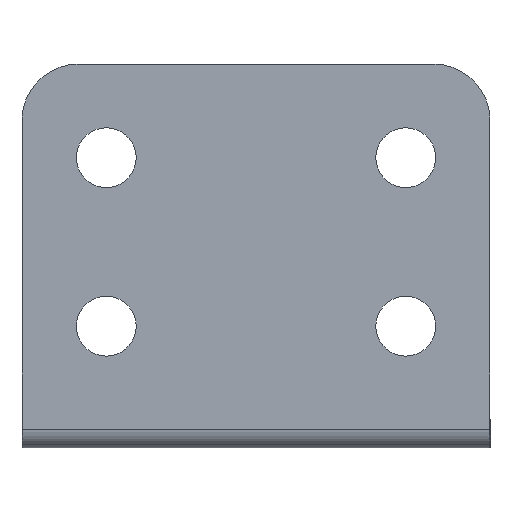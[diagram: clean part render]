
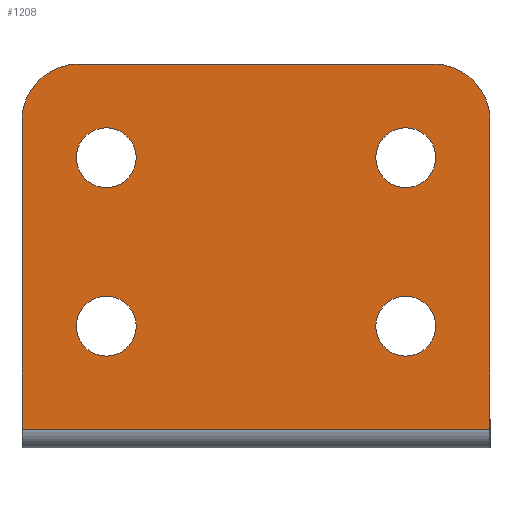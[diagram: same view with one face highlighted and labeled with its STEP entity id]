
A CAD part, front view. The second image highlights one B-rep face of the part: STEP entity #1208.
In plain terms, the highlighted planar face has unit normal (0, -1, 0).
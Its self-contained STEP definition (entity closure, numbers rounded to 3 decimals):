
#31 = EDGE_CURVE ( 'NONE', #504, #262, #317, .T. ) ;
#33 = CARTESIAN_POINT ( 'NONE',  ( -9.5, 0., 6.5 ) ) ;
#52 = CARTESIAN_POINT ( 'NONE',  ( 8., 0., 2.9 ) ) ;
#61 = DIRECTION ( 'NONE',  ( 0., 0., 1. ) ) ;
#63 = DIRECTION ( 'NONE',  ( 1., 0., 0. ) ) ;
#70 = EDGE_CURVE ( 'NONE', #515, #564, #1221, .T. ) ;
#78 = ORIENTED_EDGE ( 'NONE', *, *, #540, .T. ) ;
#93 = DIRECTION ( 'NONE',  ( 0., 0., 1. ) ) ;
#105 = DIRECTION ( 'NONE',  ( 0., 1., 0. ) ) ;
#111 = VERTEX_POINT ( 'NONE', #451 ) ;
#119 = DIRECTION ( 'NONE',  ( 0., 0., 1. ) ) ;
#143 = CIRCLE ( 'NONE', #775, 1.6 ) ;
#150 = ORIENTED_EDGE ( 'NONE', *, *, #474, .T. ) ;
#173 = CARTESIAN_POINT ( 'NONE',  ( 8., 0., -4.5 ) ) ;
#182 = FACE_BOUND ( 'NONE', #701, .T. ) ;
#186 = VERTEX_POINT ( 'NONE', #633 ) ;
#200 = ORIENTED_EDGE ( 'NONE', *, *, #31, .T. ) ;
#204 = EDGE_LOOP ( 'NONE', ( #872, #1136, #1148, #1051, #502, #78 ) ) ;
#207 = AXIS2_PLACEMENT_3D ( 'NONE', #173, #1039, #740 ) ;
#209 = EDGE_CURVE ( 'NONE', #858, #644, #1230, .T. ) ;
#214 = CARTESIAN_POINT ( 'NONE',  ( -8., 0., 2.9 ) ) ;
#216 = CARTESIAN_POINT ( 'NONE',  ( 8., 0., 4.5 ) ) ;
#217 = DIRECTION ( 'NONE',  ( 0., 0., 1. ) ) ;
#226 = DIRECTION ( 'NONE',  ( 0., 1., 0. ) ) ;
#247 = DIRECTION ( 'NONE',  ( 0., 0., 1. ) ) ;
#262 = VERTEX_POINT ( 'NONE', #52 ) ;
#274 = EDGE_LOOP ( 'NONE', ( #150, #1280 ) ) ;
#286 = DIRECTION ( 'NONE',  ( 0., 0., 1. ) ) ;
#309 = DIRECTION ( 'NONE',  ( 0., 1., 0. ) ) ;
#315 = CARTESIAN_POINT ( 'NONE',  ( -8., 0., -4.5 ) ) ;
#317 = CIRCLE ( 'NONE', #754, 1.6 ) ;
#326 = CARTESIAN_POINT ( 'NONE',  ( 8., 0., -4.5 ) ) ;
#333 = CARTESIAN_POINT ( 'NONE',  ( -12.5, 0., 9.5 ) ) ;
#342 = EDGE_CURVE ( 'NONE', #1164, #1003, #825, .T. ) ;
#351 = EDGE_CURVE ( 'NONE', #755, #987, #1182, .T. ) ;
#353 = CARTESIAN_POINT ( 'NONE',  ( 12.5, 0., 6.5 ) ) ;
#370 = CARTESIAN_POINT ( 'NONE',  ( 0., 0., 0. ) ) ;
#376 = CARTESIAN_POINT ( 'NONE',  ( 9.5, 0., 9.5 ) ) ;
#390 = CARTESIAN_POINT ( 'NONE',  ( -8., 0., -4.5 ) ) ;
#393 = CIRCLE ( 'NONE', #955, 1.6 ) ;
#394 = VERTEX_POINT ( 'NONE', #782 ) ;
#409 = CARTESIAN_POINT ( 'NONE',  ( -9.5, 0., 9.5 ) ) ;
#415 = CARTESIAN_POINT ( 'NONE',  ( 9.5, 0., 6.5 ) ) ;
#451 = CARTESIAN_POINT ( 'NONE',  ( -8., 0., -2.9 ) ) ;
#453 = VECTOR ( 'NONE', #859, 1000. ) ;
#461 = CIRCLE ( 'NONE', #688, 1.6 ) ;
#463 = DIRECTION ( 'NONE',  ( 0., 1., 0. ) ) ;
#474 = EDGE_CURVE ( 'NONE', #564, #515, #461, .T. ) ;
#478 = EDGE_LOOP ( 'NONE', ( #1287, #1289 ) ) ;
#484 = EDGE_CURVE ( 'NONE', #262, #504, #1022, .T. ) ;
#490 = DIRECTION ( 'NONE',  ( 0., 1., 0. ) ) ;
#496 = CARTESIAN_POINT ( 'NONE',  ( -8., 0., 6.1 ) ) ;
#502 = ORIENTED_EDGE ( 'NONE', *, *, #209, .F. ) ;
#504 = VERTEX_POINT ( 'NONE', #708 ) ;
#515 = VERTEX_POINT ( 'NONE', #516 ) ;
#516 = CARTESIAN_POINT ( 'NONE',  ( 8., 0., -2.9 ) ) ;
#522 = AXIS2_PLACEMENT_3D ( 'NONE', #216, #610, #119 ) ;
#526 = VERTEX_POINT ( 'NONE', #1133 ) ;
#540 = EDGE_CURVE ( 'NONE', #858, #186, #720, .T. ) ;
#562 = EDGE_CURVE ( 'NONE', #111, #394, #393, .T. ) ;
#564 = VERTEX_POINT ( 'NONE', #827 ) ;
#572 = FACE_BOUND ( 'NONE', #478, .T. ) ;
#576 = AXIS2_PLACEMENT_3D ( 'NONE', #415, #1113, #217 ) ;
#588 = DIRECTION ( 'NONE',  ( 1., 0., 0. ) ) ;
#596 = DIRECTION ( 'NONE',  ( 0., 0., 1. ) ) ;
#610 = DIRECTION ( 'NONE',  ( 0., 1., 0. ) ) ;
#615 = AXIS2_PLACEMENT_3D ( 'NONE', #1269, #490, #761 ) ;
#633 = CARTESIAN_POINT ( 'NONE',  ( -12.5, 0., 6.5 ) ) ;
#637 = VECTOR ( 'NONE', #588, 1000. ) ;
#644 = VERTEX_POINT ( 'NONE', #376 ) ;
#649 = ORIENTED_EDGE ( 'NONE', *, *, #484, .T. ) ;
#672 = PLANE ( 'NONE',  #1084 ) ;
#687 = DIRECTION ( 'NONE',  ( 0., 1., 0. ) ) ;
#688 = AXIS2_PLACEMENT_3D ( 'NONE', #326, #309, #921 ) ;
#701 = EDGE_LOOP ( 'NONE', ( #649, #200 ) ) ;
#708 = CARTESIAN_POINT ( 'NONE',  ( 8., 0., 6.1 ) ) ;
#720 = CIRCLE ( 'NONE', #894, 3. ) ;
#723 = DIRECTION ( 'NONE',  ( 0., -1., 0. ) ) ;
#740 = DIRECTION ( 'NONE',  ( 0., 0., 1. ) ) ;
#754 = AXIS2_PLACEMENT_3D ( 'NONE', #1077, #463, #854 ) ;
#755 = VERTEX_POINT ( 'NONE', #496 ) ;
#761 = DIRECTION ( 'NONE',  ( 0., 0., 1. ) ) ;
#775 = AXIS2_PLACEMENT_3D ( 'NONE', #1089, #687, #286 ) ;
#782 = CARTESIAN_POINT ( 'NONE',  ( -8., 0., -6.1 ) ) ;
#791 = EDGE_CURVE ( 'NONE', #987, #755, #143, .T. ) ;
#794 = CIRCLE ( 'NONE', #576, 3. ) ;
#813 = DIRECTION ( 'NONE',  ( 0., 0., 1. ) ) ;
#823 = VECTOR ( 'NONE', #63, 1000. ) ;
#825 = LINE ( 'NONE', #1236, #453 ) ;
#827 = CARTESIAN_POINT ( 'NONE',  ( 8., 0., -6.1 ) ) ;
#828 = CARTESIAN_POINT ( 'NONE',  ( -12.5, 0., -9.5 ) ) ;
#835 = FACE_OUTER_BOUND ( 'NONE', #204, .T. ) ;
#852 = EDGE_CURVE ( 'NONE', #394, #111, #1119, .T. ) ;
#854 = DIRECTION ( 'NONE',  ( 0., 0., 1. ) ) ;
#857 = FACE_BOUND ( 'NONE', #873, .T. ) ;
#858 = VERTEX_POINT ( 'NONE', #409 ) ;
#859 = DIRECTION ( 'NONE',  ( 0., 0., -1. ) ) ;
#865 = ORIENTED_EDGE ( 'NONE', *, *, #562, .T. ) ;
#872 = ORIENTED_EDGE ( 'NONE', *, *, #1042, .F. ) ;
#873 = EDGE_LOOP ( 'NONE', ( #1252, #865 ) ) ;
#889 = LINE ( 'NONE', #969, #637 ) ;
#894 = AXIS2_PLACEMENT_3D ( 'NONE', #33, #723, #247 ) ;
#904 = CARTESIAN_POINT ( 'NONE',  ( 12.5, 0., -10. ) ) ;
#921 = DIRECTION ( 'NONE',  ( 0., 0., 1. ) ) ;
#934 = LINE ( 'NONE', #828, #949 ) ;
#942 = EDGE_CURVE ( 'NONE', #1164, #644, #794, .T. ) ;
#949 = VECTOR ( 'NONE', #61, 1000. ) ;
#955 = AXIS2_PLACEMENT_3D ( 'NONE', #315, #226, #813 ) ;
#969 = CARTESIAN_POINT ( 'NONE',  ( 12.5, 0., -10. ) ) ;
#987 = VERTEX_POINT ( 'NONE', #214 ) ;
#1003 = VERTEX_POINT ( 'NONE', #904 ) ;
#1022 = CIRCLE ( 'NONE', #522, 1.6 ) ;
#1039 = DIRECTION ( 'NONE',  ( 0., 1., 0. ) ) ;
#1042 = EDGE_CURVE ( 'NONE', #526, #186, #934, .T. ) ;
#1051 = ORIENTED_EDGE ( 'NONE', *, *, #942, .T. ) ;
#1077 = CARTESIAN_POINT ( 'NONE',  ( 8., 0., 4.5 ) ) ;
#1084 = AXIS2_PLACEMENT_3D ( 'NONE', #370, #105, #93 ) ;
#1089 = CARTESIAN_POINT ( 'NONE',  ( -8., 0., 4.5 ) ) ;
#1113 = DIRECTION ( 'NONE',  ( 0., -1., 0. ) ) ;
#1119 = CIRCLE ( 'NONE', #1144, 1.6 ) ;
#1133 = CARTESIAN_POINT ( 'NONE',  ( -12.5, 0., -10. ) ) ;
#1136 = ORIENTED_EDGE ( 'NONE', *, *, #1234, .T. ) ;
#1144 = AXIS2_PLACEMENT_3D ( 'NONE', #390, #1188, #596 ) ;
#1148 = ORIENTED_EDGE ( 'NONE', *, *, #342, .F. ) ;
#1164 = VERTEX_POINT ( 'NONE', #353 ) ;
#1182 = CIRCLE ( 'NONE', #615, 1.6 ) ;
#1188 = DIRECTION ( 'NONE',  ( 0., 1., 0. ) ) ;
#1208 = ADVANCED_FACE ( 'NONE', ( #835, #182, #572, #1282, #857 ), #672, .F. ) ;
#1221 = CIRCLE ( 'NONE', #207, 1.6 ) ;
#1230 = LINE ( 'NONE', #333, #823 ) ;
#1234 = EDGE_CURVE ( 'NONE', #526, #1003, #889, .T. ) ;
#1236 = CARTESIAN_POINT ( 'NONE',  ( 12.5, 0., -9.5 ) ) ;
#1252 = ORIENTED_EDGE ( 'NONE', *, *, #852, .T. ) ;
#1269 = CARTESIAN_POINT ( 'NONE',  ( -8., 0., 4.5 ) ) ;
#1280 = ORIENTED_EDGE ( 'NONE', *, *, #70, .T. ) ;
#1282 = FACE_BOUND ( 'NONE', #274, .T. ) ;
#1287 = ORIENTED_EDGE ( 'NONE', *, *, #791, .T. ) ;
#1289 = ORIENTED_EDGE ( 'NONE', *, *, #351, .T. ) ;
